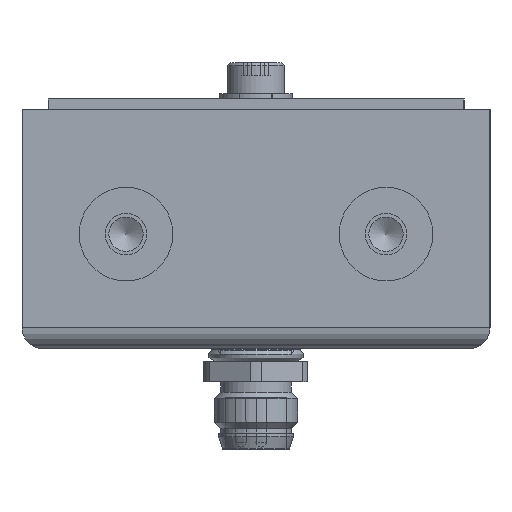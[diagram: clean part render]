
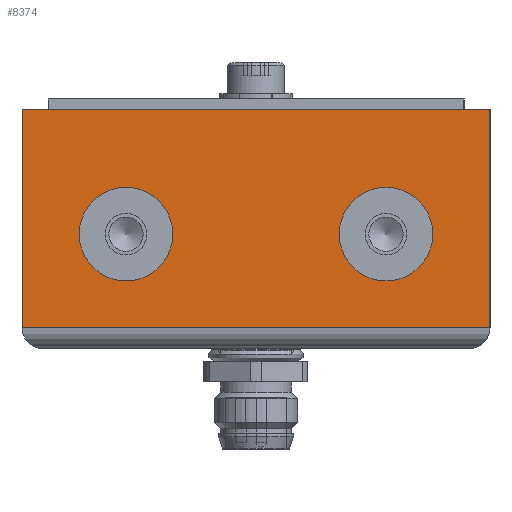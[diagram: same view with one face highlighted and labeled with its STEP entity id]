
A CAD part, left-side view. The second image highlights one B-rep face of the part: STEP entity #8374.
In plain terms, the highlighted face is planar.
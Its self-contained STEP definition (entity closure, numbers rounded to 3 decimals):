
#3766=CIRCLE('',#7887,4.5);
#3767=CIRCLE('',#7888,4.5);
#3978=ORIENTED_EDGE('',*,*,#5189,.T.);
#3979=ORIENTED_EDGE('',*,*,#5179,.F.);
#3980=ORIENTED_EDGE('',*,*,#5186,.F.);
#3981=ORIENTED_EDGE('',*,*,#5190,.F.);
#3982=ORIENTED_EDGE('',*,*,#5191,.F.);
#3983=ORIENTED_EDGE('',*,*,#5192,.F.);
#4647=VECTOR('',#6101,1.);
#4654=VECTOR('',#6110,1.);
#4657=VECTOR('',#6115,1.);
#4658=VECTOR('',#6116,1.);
#4783=LINE('',#7075,#4647);
#4790=LINE('',#7089,#4654);
#4793=LINE('',#7095,#4657);
#4794=LINE('',#7096,#4658);
#4919=VERTEX_POINT('',#7072);
#4920=VERTEX_POINT('',#7074);
#4926=VERTEX_POINT('',#7088);
#4928=VERTEX_POINT('',#7094);
#4929=VERTEX_POINT('',#7097);
#4930=VERTEX_POINT('',#7099);
#5179=EDGE_CURVE('',#4919,#4920,#4783,.T.);
#5186=EDGE_CURVE('',#4926,#4919,#4790,.T.);
#5189=EDGE_CURVE('',#4928,#4920,#4793,.T.);
#5190=EDGE_CURVE('',#4928,#4926,#4794,.T.);
#5191=EDGE_CURVE('',#4929,#4929,#3766,.T.);
#5192=EDGE_CURVE('',#4930,#4930,#3767,.T.);
#5521=EDGE_LOOP('',(#3978,#3979,#3980,#3981));
#5522=EDGE_LOOP('',(#3982));
#5523=EDGE_LOOP('',(#3983));
#5809=FACE_BOUND('',#5521,.T.);
#5810=FACE_BOUND('',#5522,.T.);
#5811=FACE_BOUND('',#5523,.T.);
#6101=DIRECTION('',(0.,45.,0.));
#6110=DIRECTION('',(0.,0.,21.));
#6113=DIRECTION('',(1.,0.,0.));
#6114=DIRECTION('',(0.,-1.,0.));
#6115=DIRECTION('',(0.,0.,21.));
#6116=DIRECTION('',(0.,-45.,0.));
#6117=DIRECTION('',(1.,0.,0.));
#6118=DIRECTION('',(0.,-4.5,0.));
#6119=DIRECTION('',(1.,0.,0.));
#6120=DIRECTION('',(0.,-4.5,0.));
#7072=CARTESIAN_POINT('',(940.,0.,23.));
#7074=CARTESIAN_POINT('',(940.,45.,23.));
#7075=CARTESIAN_POINT('',(940.,0.,23.));
#7088=CARTESIAN_POINT('',(940.,0.,2.));
#7089=CARTESIAN_POINT('',(940.,0.,2.));
#7093=CARTESIAN_POINT('',(940.,0.,0.));
#7094=CARTESIAN_POINT('',(940.,45.,2.));
#7095=CARTESIAN_POINT('',(940.,45.,2.));
#7096=CARTESIAN_POINT('',(940.,45.,2.));
#7097=CARTESIAN_POINT('',(940.,5.5,11.));
#7098=CARTESIAN_POINT('',(940.,10.,11.));
#7099=CARTESIAN_POINT('',(940.,30.5,11.));
#7100=CARTESIAN_POINT('',(940.,35.,11.));
#7886=AXIS2_PLACEMENT_3D('',#7093,#6113,#6114);
#7887=AXIS2_PLACEMENT_3D('',#7098,#6117,#6118);
#7888=AXIS2_PLACEMENT_3D('',#7100,#6119,#6120);
#8304=PLANE('',#7886);
#8374=ADVANCED_FACE('',(#5809,#5810,#5811),#8304,.T.);
